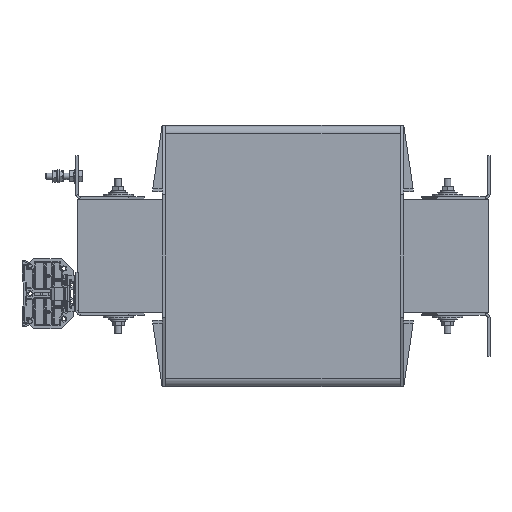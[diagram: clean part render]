
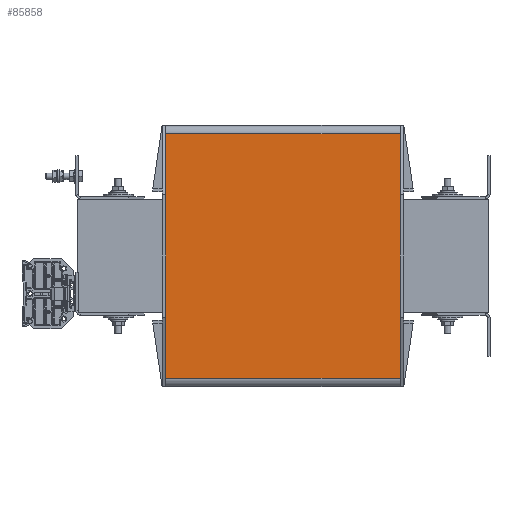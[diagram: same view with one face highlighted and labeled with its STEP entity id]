
A CAD part, left-side view. The second image highlights one B-rep face of the part: STEP entity #85858.
In plain terms, the highlighted planar face has unit normal (-1, 0, 0).
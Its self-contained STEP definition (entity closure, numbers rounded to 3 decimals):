
#8810=FACE_OUTER_BOUND('',#13661,.T.);
#13661=EDGE_LOOP('',(#58892,#58893,#58894,#58895));
#19556=LINE('',#121558,#29104);
#19560=LINE('',#121574,#29108);
#19570=LINE('',#121601,#29118);
#19571=LINE('',#121603,#29119);
#29104=VECTOR('',#98148,10.);
#29108=VECTOR('',#98162,10.);
#29118=VECTOR('',#98192,10.);
#29119=VECTOR('',#98195,10.);
#38536=VERTEX_POINT('',#121556);
#38537=VERTEX_POINT('',#121557);
#38544=VERTEX_POINT('',#121573);
#38551=VERTEX_POINT('',#121599);
#46557=EDGE_CURVE('',#38536,#38537,#19556,.T.);
#46565=EDGE_CURVE('',#38544,#38537,#19560,.T.);
#46579=EDGE_CURVE('',#38536,#38551,#19570,.T.);
#46580=EDGE_CURVE('',#38544,#38551,#19571,.T.);
#58892=ORIENTED_EDGE('',*,*,#46579,.T.);
#58893=ORIENTED_EDGE('',*,*,#46580,.F.);
#58894=ORIENTED_EDGE('',*,*,#46565,.T.);
#58895=ORIENTED_EDGE('',*,*,#46557,.F.);
#82268=PLANE('',#90803);
#85858=ADVANCED_FACE('',(#8810),#82268,.T.);
#90803=AXIS2_PLACEMENT_3D('',#121602,#98193,#98194);
#98148=DIRECTION('',(0.,0.,-1.));
#98162=DIRECTION('',(0.,-1.,0.));
#98192=DIRECTION('',(0.,1.,0.));
#98193=DIRECTION('center_axis',(-1.,0.,0.));
#98194=DIRECTION('ref_axis',(0.,0.,1.));
#98195=DIRECTION('',(0.,0.,1.));
#121556=CARTESIAN_POINT('',(-200.,-144.,150.5));
#121557=CARTESIAN_POINT('',(-200.,-144.,-150.5));
#121558=CARTESIAN_POINT('',(-200.,-144.,150.5));
#121573=CARTESIAN_POINT('',(-200.,144.,-150.5));
#121574=CARTESIAN_POINT('',(-200.,0.,-150.5));
#121599=CARTESIAN_POINT('',(-200.,144.,150.5));
#121601=CARTESIAN_POINT('',(-200.,0.,150.5));
#121602=CARTESIAN_POINT('Origin',(-200.,0.,-150.5));
#121603=CARTESIAN_POINT('',(-200.,144.,150.5));
